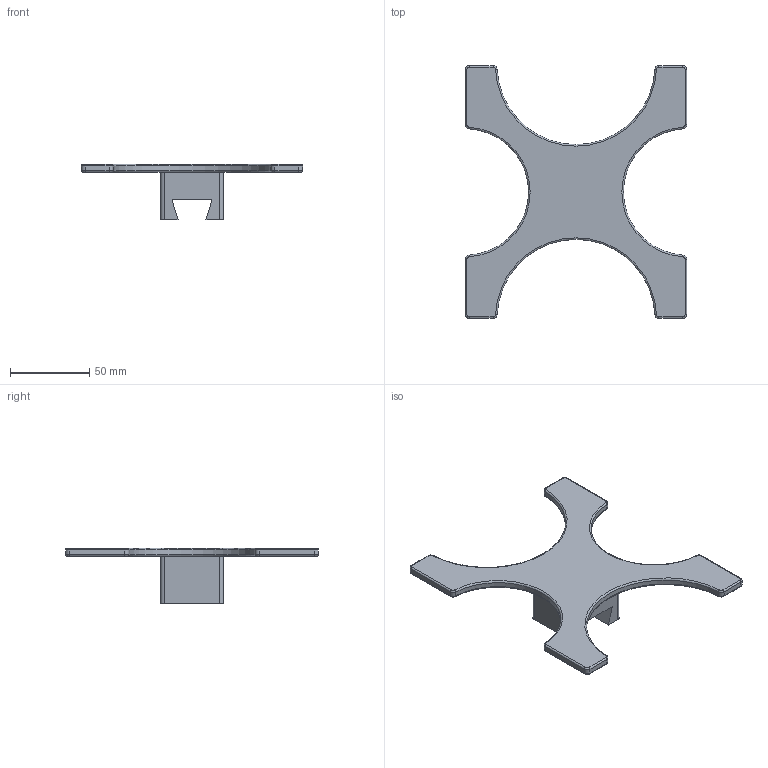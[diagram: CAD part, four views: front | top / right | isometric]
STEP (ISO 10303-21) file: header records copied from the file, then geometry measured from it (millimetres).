
FILE_DESCRIPTION(/* description */ ('STEP AP242','CAx-IF Rec.Pracs.---Representation and Presentation of Product Manufacturing Information (PMI)---4.0---2014-10-13','CAx-IF Rec.Pracs.---3D Tessellated Geometry---0.4---2014-09-14','2;1'),/* implementation_level */ '2;1');
FILE_NAME(/* name */ '668b0a773061dc322dd34832',/* time_stamp */ '2024-07-07T21:36:56Z',/* author */ (''),/* organization */ (''),/* preprocessor_version */ 'ST-DEVELOPER v20',/* originating_system */ ' ',/* authorisation */ ' ');
FILE_SCHEMA (('AP242_MANAGED_MODEL_BASED_3D_ENGINEERING_MIM_LF { 1 0 10303 442 1 1 4 }'));
Length unit declared in the file: metre
Products named in the file (3): top_assembly; female_dove_joint; top
Assembly tree (2 placements, depth 2):
  top_assembly
    female_dove_joint
    top
Bounding box: 140 x 160 x 35 mm (x, y, z)
Volume: 84191.4 mm3; surface area: 30953.1 mm2
Topology: 2 solids, 2 shells, 90 faces, 210 edges, 124 vertices
Faces by surface type: cylinder 38, torus 32, plane 20
Entity records: 2642 total; most frequent: DIRECTION 520, CARTESIAN_POINT 427, ORIENTED_EDGE 420, AXIS2_PLACEMENT_3D 217, EDGE_CURVE 210, CIRCLE 124, VERTEX_POINT 124, EDGE_LOOP 90
